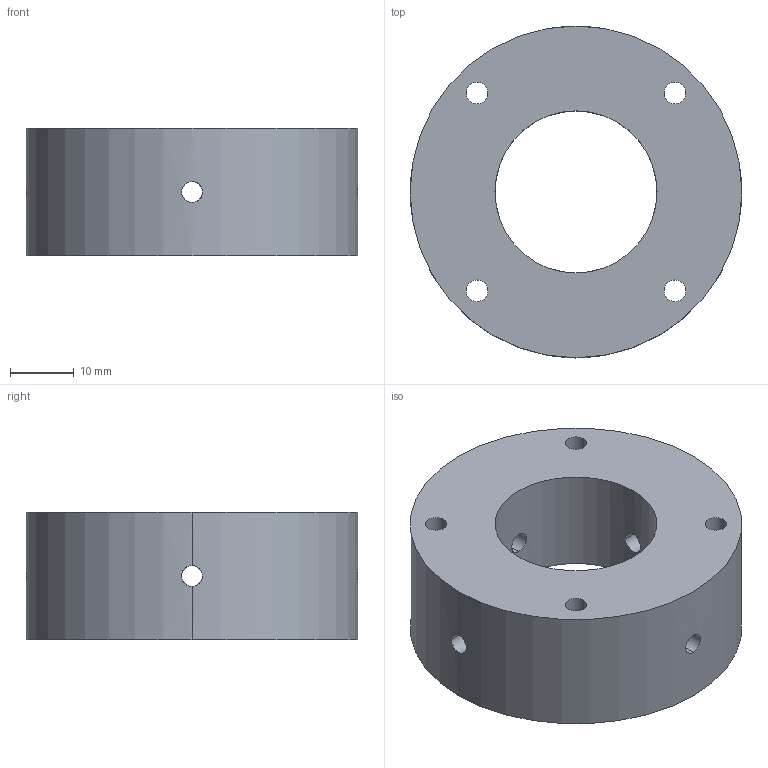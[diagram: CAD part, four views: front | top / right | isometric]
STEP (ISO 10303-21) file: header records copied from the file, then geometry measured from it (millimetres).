
FILE_DESCRIPTION (( 'STEP AP203' ), '1' );
FILE_NAME ('J5 motor mount.STEP', '2017-04-26T00:31:16', ( '' ), ( '' ), 'SwSTEP 2.0', 'SolidWorks 2016', '' );
FILE_SCHEMA (( 'CONFIG_CONTROL_DESIGN' ));
Length unit declared in the file: millimetre
Products named in the file (1): J5 motor mount
Bounding box: 52 x 52 x 20 mm (x, y, z)
Volume: 27918.7 mm3; surface area: 9712.8 mm2
Topology: 1 solids, 1 shells, 43 faces, 129 edges, 86 vertices
Faces by surface type: cylinder 35, plane 8
Entity records: 1982 total; most frequent: CARTESIAN_POINT 691, ORIENTED_EDGE 258, DIRECTION 255, EDGE_CURVE 129, AXIS2_PLACEMENT_3D 106, VERTEX_POINT 86, CIRCLE 62, EDGE_LOOP 59
